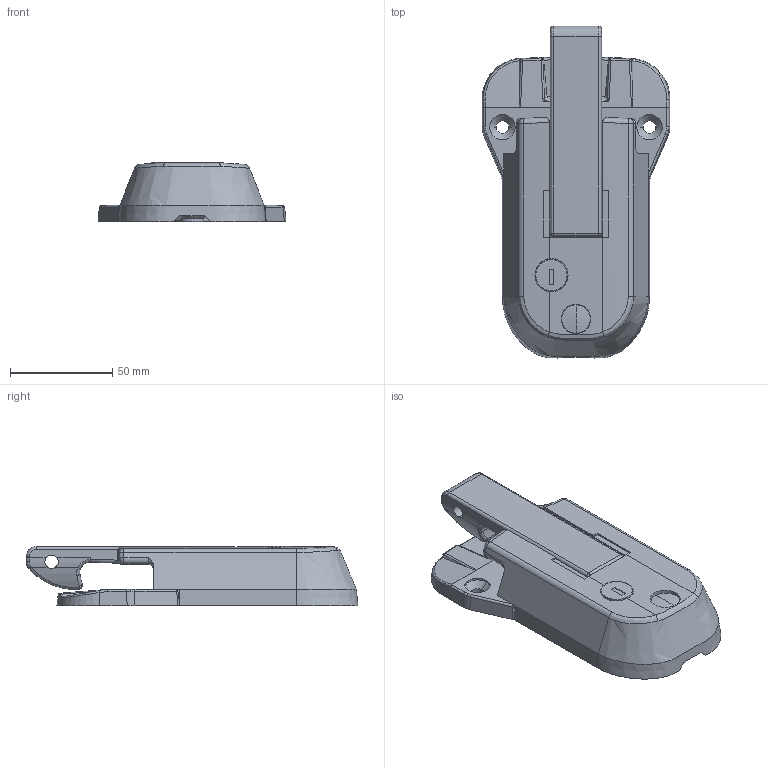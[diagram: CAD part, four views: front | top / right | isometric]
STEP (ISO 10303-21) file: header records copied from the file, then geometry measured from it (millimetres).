
FILE_DESCRIPTION (( 'STEP AP203' ), '1' );
FILE_NAME ('FA-813-C-L-1(T0230).STEP', '2021-09-05T23:00:08', ( '' ), ( '' ), 'SwSTEP 2.0', 'SolidWorks 2018', '' );
FILE_SCHEMA (( 'CONFIG_CONTROL_DESIGN' ));
Length unit declared in the file: millimetre
Products named in the file (9): FA-813-C-L-1(T0230); FA-813-C-L-1_T0230rotor__T儘乕僞乕; FA-813-C-L-1_back plate_; FA-813-C-L-1_cross-recessed flat head screw_ver1.03__M4x8十字穴付小頭皿小ねじ(SUS)サッシビス; FA-813-C-L-1_screw hole caps__Assy—p; FA-813-C-L-1_body_; FA-813-C-L-1_cross-recessed flat head screw_ver1.03__M6x12十字穴付皿小ねじ(SUS); FA-813-C-L-1_sickle_; FA-813-C-L-1_stopper_
Assembly tree (9 placements, depth 2):
  FA-813-C-L-1(T0230)
    FA-813-C-L-1_body_
    FA-813-C-L-1_back plate_
    FA-813-C-L-1_sickle_
    FA-813-C-L-1_stopper_
    FA-813-C-L-1_T0230rotor__T儘乕僞乕
    FA-813-C-L-1_cross-recessed flat head screw_ver1.03__M6x12十字穴付皿小ねじ(SUS)  x2
    FA-813-C-L-1_cross-recessed flat head screw_ver1.03__M4x8十字穴付小頭皿小ねじ(SUS)サッシビス
    FA-813-C-L-1_screw hole caps__Assy—p
Bounding box: 92 x 162.48 x 29.15 mm (x, y, z)
Volume: 126099.7 mm3; surface area: 64782.5 mm2
Topology: 9 solids, 9 shells, 585 faces, 1502 edges, 952 vertices
Faces by surface type: plane 272, cylinder 188, bspline 57, cone 43, torus 13, sphere 12
Entity records: 21273 total; most frequent: CARTESIAN_POINT 7442, ORIENTED_EDGE 2804, DIRECTION 2546, EDGE_CURVE 1402, VERTEX_POINT 892, AXIS2_PLACEMENT_3D 889, VECTOR 768, LINE 768
